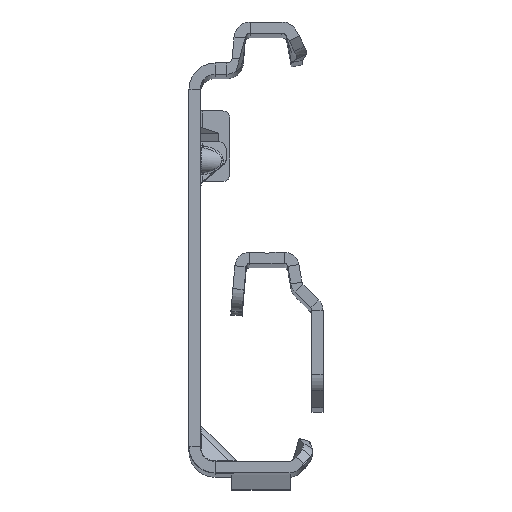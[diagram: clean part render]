
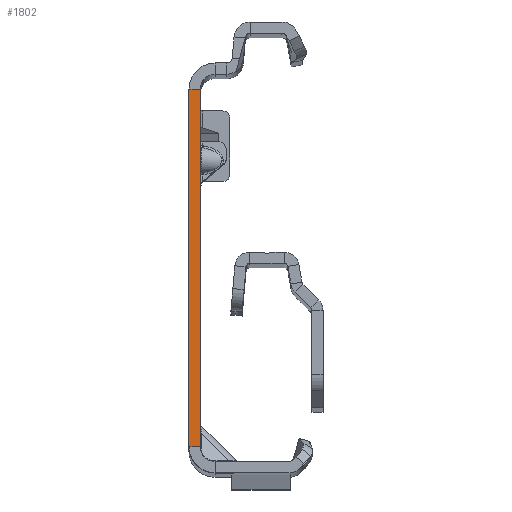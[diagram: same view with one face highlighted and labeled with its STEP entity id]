
A CAD part, top view. The second image highlights one B-rep face of the part: STEP entity #1802.
In plain terms, the highlighted planar face has unit normal (0, 0, 1).
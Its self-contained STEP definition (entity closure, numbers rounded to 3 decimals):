
#120 = LINE ( 'NONE', #5799, #11702 ) ;
#132 = DIRECTION ( 'NONE',  ( 1., 0., 0. ) ) ;
#1164 = VERTEX_POINT ( 'NONE', #13881 ) ;
#1394 = DIRECTION ( 'NONE',  ( 0., 0., 1. ) ) ;
#1802 = ADVANCED_FACE ( 'NONE', ( #9844 ), #13356, .T. ) ;
#1807 = ORIENTED_EDGE ( 'NONE', *, *, #13450, .F. ) ;
#2547 = VERTEX_POINT ( 'NONE', #8228 ) ;
#2665 = CARTESIAN_POINT ( 'NONE',  ( -1.5, -25.865, 0. ) ) ;
#2829 = EDGE_LOOP ( 'NONE', ( #13282, #7860, #13719, #1807 ) ) ;
#3135 = VECTOR ( 'NONE', #3927, 1000. ) ;
#3381 = VECTOR ( 'NONE', #7538, 1000. ) ;
#3927 = DIRECTION ( 'NONE',  ( 0., -1., 0. ) ) ;
#5799 = CARTESIAN_POINT ( 'NONE',  ( -1.5, -27.865, 0. ) ) ;
#6272 = EDGE_CURVE ( 'NONE', #11545, #2547, #15304, .T. ) ;
#6887 = CARTESIAN_POINT ( 'NONE',  ( 0., 22.135, 0. ) ) ;
#7390 = CARTESIAN_POINT ( 'NONE',  ( -1.5, -27.865, 0. ) ) ;
#7470 = CARTESIAN_POINT ( 'NONE',  ( 0., -27.865, 0. ) ) ;
#7538 = DIRECTION ( 'NONE',  ( -1., 0., 0. ) ) ;
#7860 = ORIENTED_EDGE ( 'NONE', *, *, #6272, .T. ) ;
#8228 = CARTESIAN_POINT ( 'NONE',  ( -1.5, 22.135, 0. ) ) ;
#9696 = DIRECTION ( 'NONE',  ( 0., -1., 0. ) ) ;
#9844 = FACE_OUTER_BOUND ( 'NONE', #2829, .T. ) ;
#9889 = AXIS2_PLACEMENT_3D ( 'NONE', #7390, #1394, #132 ) ;
#10161 = LINE ( 'NONE', #12338, #3381 ) ;
#10377 = DIRECTION ( 'NONE',  ( -1., 0., 0. ) ) ;
#10541 = CARTESIAN_POINT ( 'NONE',  ( 0., 22.135, 0. ) ) ;
#11545 = VERTEX_POINT ( 'NONE', #10541 ) ;
#11702 = VECTOR ( 'NONE', #9696, 1000. ) ;
#12338 = CARTESIAN_POINT ( 'NONE',  ( 0., -25.865, 0. ) ) ;
#13282 = ORIENTED_EDGE ( 'NONE', *, *, #13466, .F. ) ;
#13356 = PLANE ( 'NONE',  #9889 ) ;
#13450 = EDGE_CURVE ( 'NONE', #1164, #14580, #10161, .T. ) ;
#13466 = EDGE_CURVE ( 'NONE', #11545, #1164, #14772, .T. ) ;
#13540 = VECTOR ( 'NONE', #10377, 1000. ) ;
#13658 = EDGE_CURVE ( 'NONE', #2547, #14580, #120, .T. ) ;
#13719 = ORIENTED_EDGE ( 'NONE', *, *, #13658, .T. ) ;
#13881 = CARTESIAN_POINT ( 'NONE',  ( 0., -25.865, 0. ) ) ;
#14580 = VERTEX_POINT ( 'NONE', #2665 ) ;
#14772 = LINE ( 'NONE', #7470, #3135 ) ;
#15304 = LINE ( 'NONE', #6887, #13540 ) ;
